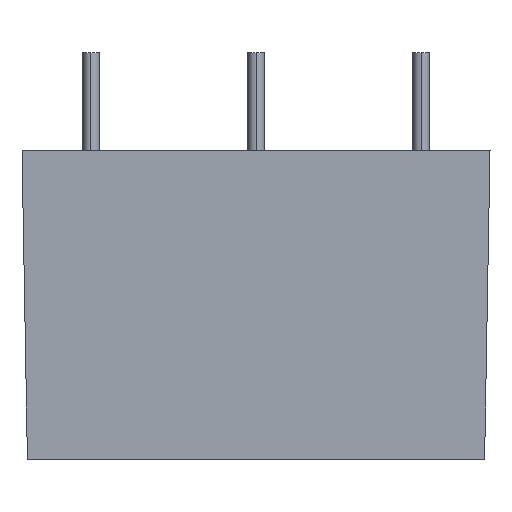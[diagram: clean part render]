
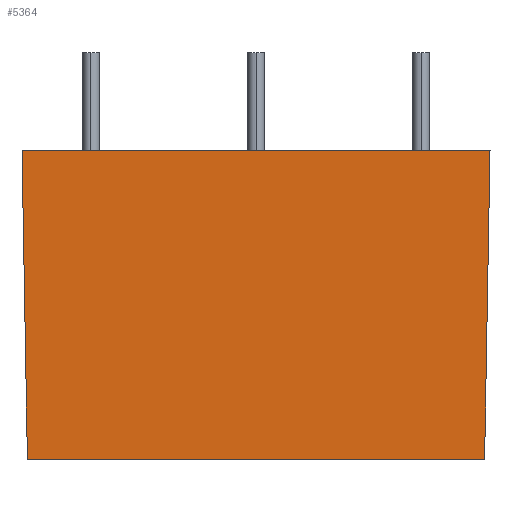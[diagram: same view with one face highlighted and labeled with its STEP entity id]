
A CAD part, left-side view. The second image highlights one B-rep face of the part: STEP entity #5364.
In plain terms, the highlighted planar face has unit normal (-1, 0, -0.018).
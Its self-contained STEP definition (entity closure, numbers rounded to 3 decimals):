
#16=DIRECTION('',(0.,-1.,0.));
#17=VECTOR('',#16,28.137);
#18=CARTESIAN_POINT('',(-26.568,14.068,0.));
#19=LINE('',#18,#17);
#45=DIRECTION('',(-0.017,0.017,1.));
#46=VECTOR('',#45,19.006);
#47=CARTESIAN_POINT('',(-26.568,14.068,0.));
#48=LINE('',#47,#46);
#66=DIRECTION('',(-0.017,-0.017,1.));
#67=VECTOR('',#66,19.006);
#68=CARTESIAN_POINT('',(-26.568,-14.068,0.));
#69=LINE('',#68,#67);
#73=DIRECTION('',(0.,-1.,0.));
#74=VECTOR('',#73,28.8);
#75=CARTESIAN_POINT('',(-26.9,14.4,19.));
#76=LINE('',#75,#74);
#4742=CARTESIAN_POINT('',(-26.568,14.068,0.));
#4743=CARTESIAN_POINT('',(-26.568,-14.068,0.));
#4744=VERTEX_POINT('',#4742);
#4745=VERTEX_POINT('',#4743);
#4750=CARTESIAN_POINT('',(-26.9,14.4,19.));
#4751=CARTESIAN_POINT('',(-26.9,-14.4,19.));
#4752=VERTEX_POINT('',#4750);
#4753=VERTEX_POINT('',#4751);
#5350=CARTESIAN_POINT('',(-26.9,16.206,19.));
#5351=DIRECTION('',(-1.,0.,-0.017));
#5352=DIRECTION('',(0.,-1.,0.));
#5353=AXIS2_PLACEMENT_3D('',#5350,#5351,#5352);
#5354=PLANE('',#5353);
#5355=ORIENTED_EDGE('',*,*,#5339,.F.);
#5357=ORIENTED_EDGE('',*,*,#5356,.T.);
#5359=ORIENTED_EDGE('',*,*,#5358,.T.);
#5361=ORIENTED_EDGE('',*,*,#5360,.F.);
#5362=EDGE_LOOP('',(#5355,#5357,#5359,#5361));
#5363=FACE_OUTER_BOUND('',#5362,.F.);
#5339=EDGE_CURVE('',#4744,#4745,#19,.T.);
#5356=EDGE_CURVE('',#4744,#4752,#48,.T.);
#5358=EDGE_CURVE('',#4752,#4753,#76,.T.);
#5360=EDGE_CURVE('',#4745,#4753,#69,.T.);
#5364=ADVANCED_FACE('',(#5363),#5354,.T.);
